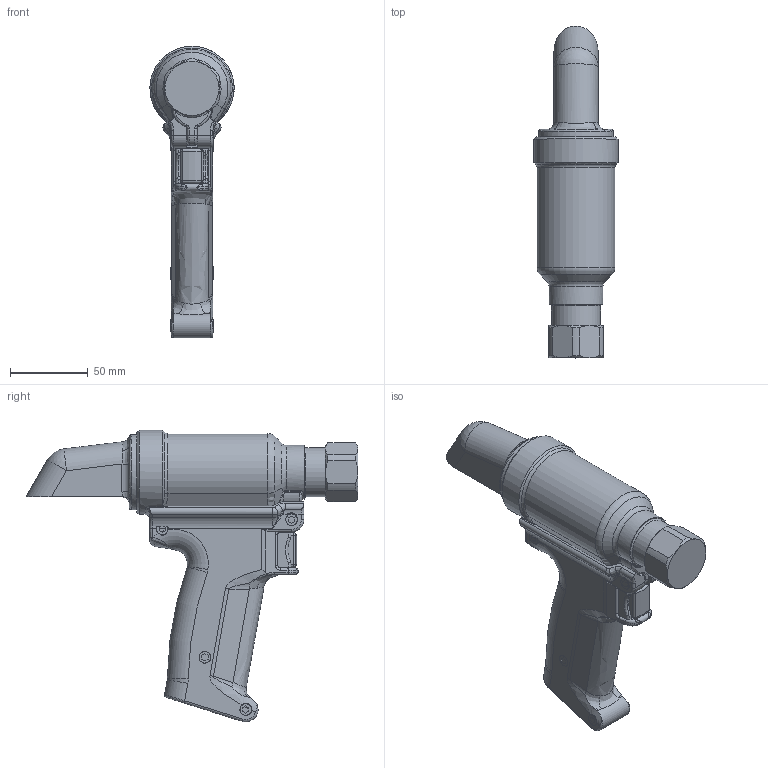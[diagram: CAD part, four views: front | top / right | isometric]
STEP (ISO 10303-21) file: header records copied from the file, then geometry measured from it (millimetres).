
FILE_DESCRIPTION(/* description */ (''),/* implementation_level */ '2;1');
FILE_NAME(/* name */ '2581_CLR.stp',/* time_stamp */ '2014-02-27T13:24:10-05:00',/* author */ (''),/* organization */ (''),/* preprocessor_version */ 'ST-DEVELOPER v15',/* originating_system */ 'SIEMENS PLM Software NX 9.0',/* authorisation */ '');
FILE_SCHEMA (('CONFIG_CONTROL_DESIGN'));
Length unit declared in the file: inch
Products named in the file (1): 2581_CLR
Bounding box: 54.28 x 213.9 x 187.9 mm (x, y, z)
Volume: 393966 mm3; surface area: 88418.3 mm2
Topology: 1 solids, 1 shells, 786 faces, 2072 edges, 1269 vertices
Faces by surface type: plane 283, cylinder 243, bspline 134, torus 78, cone 21, sphere 11, extrusion 10, revolution 6
Full cylindrical faces by diameter (mm): 4.826 x4, 9.525 x4, 12.586 x1, 15.875 x1, 31.636 x1, 34.734 x1, 48.387 x1, 54.293 x1
Entity records: 27719 total; most frequent: CARTESIAN_POINT 9363, ORIENTED_EDGE 4016, DIRECTION 3611, EDGE_CURVE 2008, AXIS2_PLACEMENT_3D 1390, VERTEX_POINT 1256, EDGE_LOOP 846, VECTOR 825
